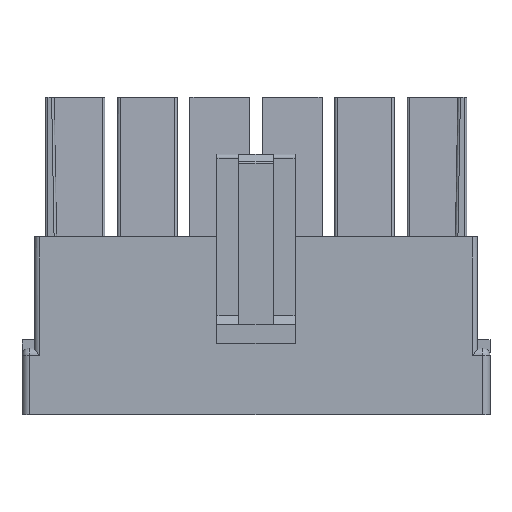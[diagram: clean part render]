
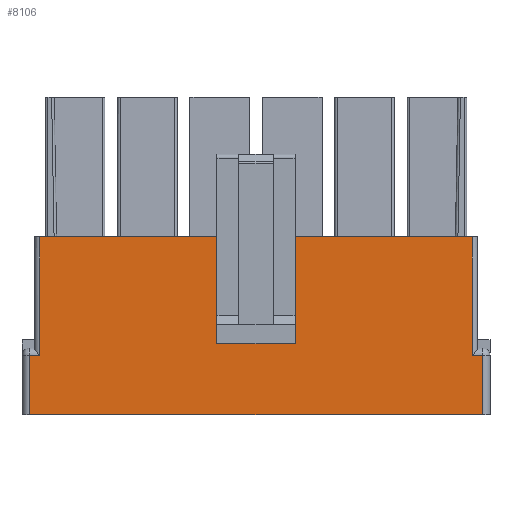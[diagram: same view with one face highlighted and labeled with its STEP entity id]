
A CAD part, top view. The second image highlights one B-rep face of the part: STEP entity #8106.
In plain terms, the highlighted planar face has unit normal (0, 0, 1).
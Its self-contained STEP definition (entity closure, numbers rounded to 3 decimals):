
#1791=ORIENTED_EDGE('',*,*,#3435,.F.);
#1792=ORIENTED_EDGE('',*,*,#3448,.F.);
#1793=ORIENTED_EDGE('',*,*,#3433,.T.);
#1794=ORIENTED_EDGE('',*,*,#3413,.T.);
#1795=ORIENTED_EDGE('',*,*,#3449,.T.);
#1796=ORIENTED_EDGE('',*,*,#3450,.T.);
#1797=ORIENTED_EDGE('',*,*,#3451,.T.);
#1798=ORIENTED_EDGE('',*,*,#3452,.T.);
#1799=ORIENTED_EDGE('',*,*,#3453,.F.);
#1800=ORIENTED_EDGE('',*,*,#3454,.T.);
#1801=ORIENTED_EDGE('',*,*,#3359,.F.);
#1802=ORIENTED_EDGE('',*,*,#3455,.T.);
#1803=ORIENTED_EDGE('',*,*,#3456,.T.);
#1804=ORIENTED_EDGE('',*,*,#3423,.F.);
#1805=ORIENTED_EDGE('',*,*,#3416,.F.);
#1806=ORIENTED_EDGE('',*,*,#3420,.T.);
#3359=EDGE_CURVE('',#4268,#4269,#5232,.T.);
#3413=EDGE_CURVE('',#4314,#4315,#5280,.T.);
#3416=EDGE_CURVE('',#4317,#4318,#5282,.T.);
#3420=EDGE_CURVE('',#4317,#4319,#5284,.T.);
#3423=EDGE_CURVE('',#4318,#4320,#5286,.T.);
#3433=EDGE_CURVE('',#4327,#4314,#5293,.T.);
#3435=EDGE_CURVE('',#4328,#4315,#5294,.T.);
#3448=EDGE_CURVE('',#4327,#4328,#5305,.T.);
#3449=EDGE_CURVE('',#4338,#4339,#5306,.T.);
#3450=EDGE_CURVE('',#4339,#4340,#5307,.T.);
#3451=EDGE_CURVE('',#4340,#4341,#5308,.T.);
#3452=EDGE_CURVE('',#4341,#4342,#5309,.F.);
#3453=EDGE_CURVE('',#4343,#4342,#5310,.T.);
#3454=EDGE_CURVE('',#4343,#4269,#5311,.F.);
#3455=EDGE_CURVE('',#4268,#4338,#5312,.F.);
#3456=EDGE_CURVE('',#4319,#4320,#5313,.T.);
#4268=VERTEX_POINT('',#12565);
#4269=VERTEX_POINT('',#12567);
#4314=VERTEX_POINT('',#12668);
#4315=VERTEX_POINT('',#12672);
#4317=VERTEX_POINT('',#12678);
#4318=VERTEX_POINT('',#12680);
#4319=VERTEX_POINT('',#12685);
#4320=VERTEX_POINT('',#12690);
#4327=VERTEX_POINT('',#12708);
#4328=VERTEX_POINT('',#12713);
#4338=VERTEX_POINT('',#12742);
#4339=VERTEX_POINT('',#12743);
#4340=VERTEX_POINT('',#12745);
#4341=VERTEX_POINT('',#12747);
#4342=VERTEX_POINT('',#12749);
#4343=VERTEX_POINT('',#12751);
#5232=LINE('',#12566,#6277);
#5280=LINE('',#12673,#6325);
#5282=LINE('',#12679,#6327);
#5284=LINE('',#12686,#6329);
#5286=LINE('',#12691,#6331);
#5293=LINE('',#12710,#6338);
#5294=LINE('',#12714,#6339);
#5305=LINE('',#12740,#6350);
#5306=LINE('',#12741,#6351);
#5307=LINE('',#12744,#6352);
#5308=LINE('',#12746,#6353);
#5309=LINE('',#12748,#6354);
#5310=LINE('',#12750,#6355);
#5311=LINE('',#12752,#6356);
#5312=LINE('',#12753,#6357);
#5313=LINE('',#12754,#6358);
#6277=VECTOR('',#10201,1000.);
#6325=VECTOR('',#10273,1000.);
#6327=VECTOR('',#10279,1000.);
#6329=VECTOR('',#10287,1000.);
#6331=VECTOR('',#10293,1000.);
#6338=VECTOR('',#10310,1000.);
#6339=VECTOR('',#10315,1000.);
#6350=VECTOR('',#10338,1000.);
#6351=VECTOR('',#10339,1000.);
#6352=VECTOR('',#10340,1000.);
#6353=VECTOR('',#10341,1000.);
#6354=VECTOR('',#10342,1000.);
#6355=VECTOR('',#10343,1000.);
#6356=VECTOR('',#10344,1000.);
#6357=VECTOR('',#10345,1000.);
#6358=VECTOR('',#10346,1000.);
#6871=EDGE_LOOP('',(#1791,#1792,#1793,#1794));
#6872=EDGE_LOOP('',(#1795,#1796,#1797,#1798,#1799,#1800,#1801,#1802));
#6873=EDGE_LOOP('',(#1803,#1804,#1805,#1806));
#7315=FACE_BOUND('',#6871,.T.);
#7316=FACE_BOUND('',#6872,.T.);
#7317=FACE_BOUND('',#6873,.T.);
#7726=PLANE('',#8613);
#8106=ADVANCED_FACE('',(#7315,#7316,#7317),#7726,.T.);
#8613=AXIS2_PLACEMENT_3D('',#12739,#10336,#10337);
#10201=DIRECTION('',(-1.,0.,0.));
#10273=DIRECTION('',(0.,1.,0.));
#10279=DIRECTION('',(0.,1.,0.));
#10287=DIRECTION('',(-1.,0.,0.));
#10293=DIRECTION('',(-1.,0.,0.));
#10310=DIRECTION('',(-1.,0.,0.));
#10315=DIRECTION('',(-1.,0.,0.));
#10336=DIRECTION('',(0.,0.,1.));
#10337=DIRECTION('',(1.,0.,0.));
#10338=DIRECTION('',(0.,1.,0.));
#10339=DIRECTION('',(-1.,0.,0.));
#10340=DIRECTION('',(0.,1.,0.));
#10341=DIRECTION('',(-1.,0.,0.));
#10342=DIRECTION('',(0.,1.,0.));
#10343=DIRECTION('',(1.,0.,0.));
#10344=DIRECTION('',(0.,1.,0.));
#10345=DIRECTION('',(0.,-1.,0.));
#10346=DIRECTION('',(0.,1.,0.));
#12565=CARTESIAN_POINT('',(17.825,-14.,3.4));
#12566=CARTESIAN_POINT('',(17.425,-14.,3.4));
#12567=CARTESIAN_POINT('',(-17.825,-14.,3.4));
#12668=CARTESIAN_POINT('',(1.425,-3.25,3.4));
#12672=CARTESIAN_POINT('',(1.425,-0.75,3.4));
#12673=CARTESIAN_POINT('',(1.425,-40.356,3.4));
#12678=CARTESIAN_POINT('',(-1.425,-3.25,3.4));
#12679=CARTESIAN_POINT('',(-1.425,-40.356,3.4));
#12680=CARTESIAN_POINT('',(-1.425,-0.75,3.4));
#12685=CARTESIAN_POINT('',(-2.4,-3.25,3.4));
#12686=CARTESIAN_POINT('',(3.075,-3.25,3.4));
#12690=CARTESIAN_POINT('',(-2.4,-0.75,3.4));
#12691=CARTESIAN_POINT('',(3.075,-0.75,3.4));
#12708=CARTESIAN_POINT('',(2.4,-3.25,3.4));
#12710=CARTESIAN_POINT('',(3.075,-3.25,3.4));
#12713=CARTESIAN_POINT('',(2.4,-0.75,3.4));
#12714=CARTESIAN_POINT('',(3.075,-0.75,3.4));
#12739=CARTESIAN_POINT('',(17.425,-14.,3.4));
#12740=CARTESIAN_POINT('',(2.4,-40.356,3.4));
#12741=CARTESIAN_POINT('',(18.425,-9.35,3.4));
#12742=CARTESIAN_POINT('',(17.825,-9.35,3.4));
#12743=CARTESIAN_POINT('',(17.025,-9.35,3.4));
#12744=CARTESIAN_POINT('',(17.025,0.,3.4));
#12745=CARTESIAN_POINT('',(17.025,0.,3.4));
#12746=CARTESIAN_POINT('',(17.425,0.,3.4));
#12747=CARTESIAN_POINT('',(-17.025,0.,3.4));
#12748=CARTESIAN_POINT('',(-17.025,-14.,3.4));
#12749=CARTESIAN_POINT('',(-17.025,-9.35,3.4));
#12750=CARTESIAN_POINT('',(-18.425,-9.35,3.4));
#12751=CARTESIAN_POINT('',(-17.825,-9.35,3.4));
#12752=CARTESIAN_POINT('',(-17.825,-14.,3.4));
#12753=CARTESIAN_POINT('',(17.825,-14.,3.4));
#12754=CARTESIAN_POINT('',(-2.4,-40.356,3.4));
